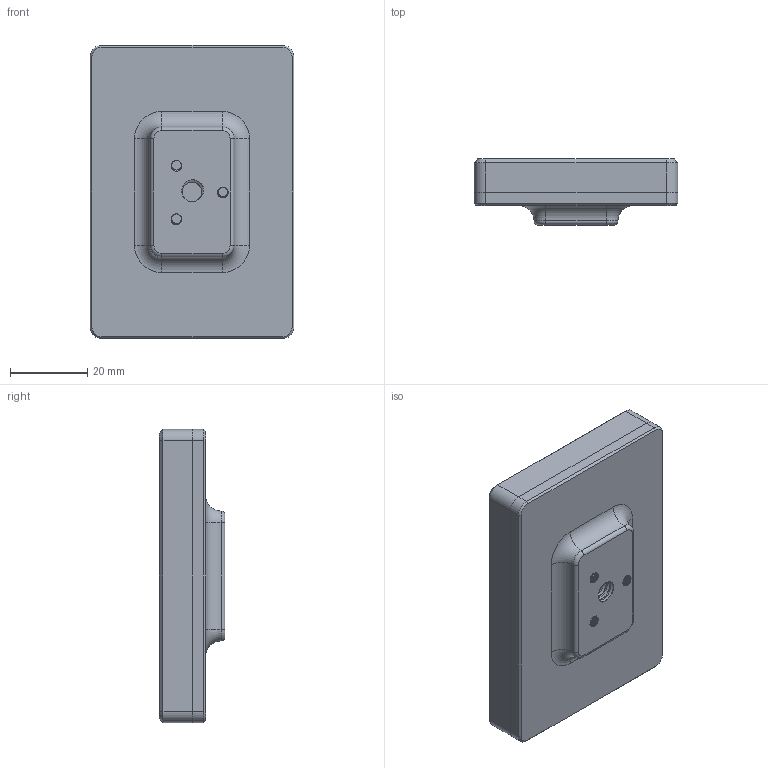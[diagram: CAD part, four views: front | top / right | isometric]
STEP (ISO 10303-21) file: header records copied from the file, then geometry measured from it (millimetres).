
FILE_DESCRIPTION(('FreeCAD Model'),'2;1');
FILE_NAME('Open CASCADE Shape Model','2024-06-26T09:02:00',('Author'),( ''),'Open CASCADE STEP processor 7.5','FreeCAD','Unknown');
FILE_SCHEMA(('AUTOMOTIVE_DESIGN { 1 0 10303 214 1 1 1 1 }'));
Length unit declared in the file: millimetre
Products named in the file (1): Fusion
Bounding box: 52.7 x 17 x 75.8 mm (x, y, z)
Volume: 20842.5 mm3; surface area: 18139.2 mm2
Topology: 1 solids, 1 shells, 389 faces, 1086 edges, 698 vertices
Faces by surface type: cylinder 241, plane 105, cone 18, bspline 17, torus 8
Full cylindrical faces by diameter (mm): 2.075 x16, 2.529 x18, 2.58 x4, 3 x3, 3.086 x9, 4.7 x3, 5.116 x2, 6.35 x2
Entity records: 22203 total; most frequent: CARTESIAN_POINT 12712, ORIENTED_EDGE 2164, DIRECTION 1743, EDGE_CURVE 1082, VERTEX_POINT 698, AXIS2_PLACEMENT_3D 626, LINE 491, VECTOR 491
